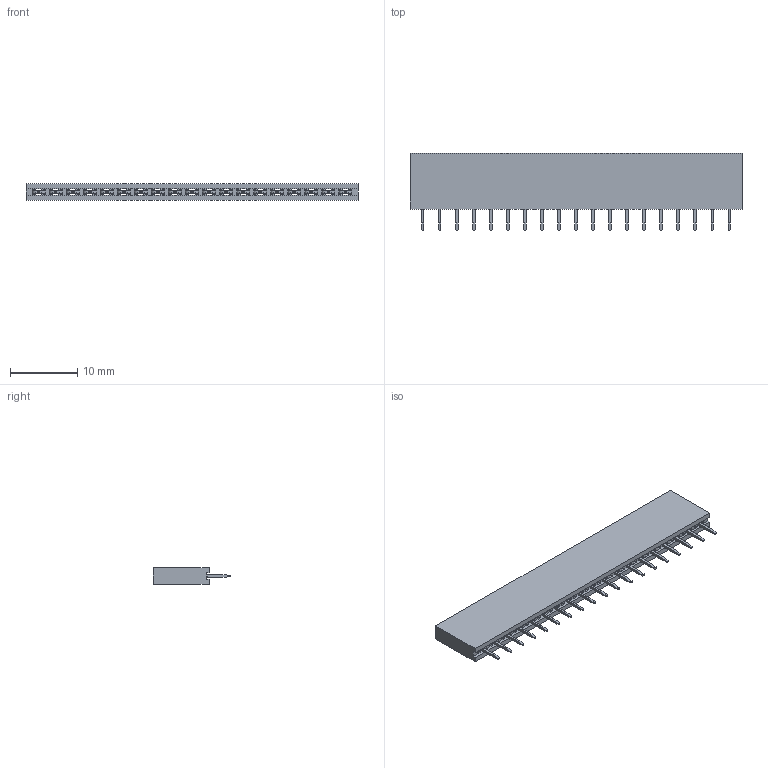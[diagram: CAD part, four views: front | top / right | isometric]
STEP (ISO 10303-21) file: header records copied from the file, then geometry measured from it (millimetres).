
FILE_DESCRIPTION (( 'STEP AP214' ), '1' );
FILE_NAME ('2_54_x_19_pitch_connector_.STEP', '2021-06-17T20:06:13', ( 'RUNB-AGOL' ), ( '' ), 'SwSTEP 2.0', 'SolidWorks 2020', '' );
FILE_SCHEMA (( 'AUTOMOTIVE_DESIGN' ));
Length unit declared in the file: millimetre
Products named in the file (3): 2_54_x_19_pitch_connector_; Pitch_x_19; Plastic_x_19
Assembly tree (2 placements, depth 2):
  2_54_x_19_pitch_connector_
    Pitch_x_19
    Plastic_x_19
Bounding box: 49.54 x 11.5 x 2.4 mm (x, y, z)
Volume: 775.2 mm3; surface area: 2408.5 mm2
Topology: 20 solids, 20 shells, 789 faces, 2228 edges, 1460 vertices
Faces by surface type: plane 637, cylinder 152
Entity records: 25526 total; most frequent: CARTESIAN_POINT 4482, ORIENTED_EDGE 4456, DIRECTION 4120, EDGE_CURVE 2228, LINE 1924, VECTOR 1924, VERTEX_POINT 1460, AXIS2_PLACEMENT_3D 1098
